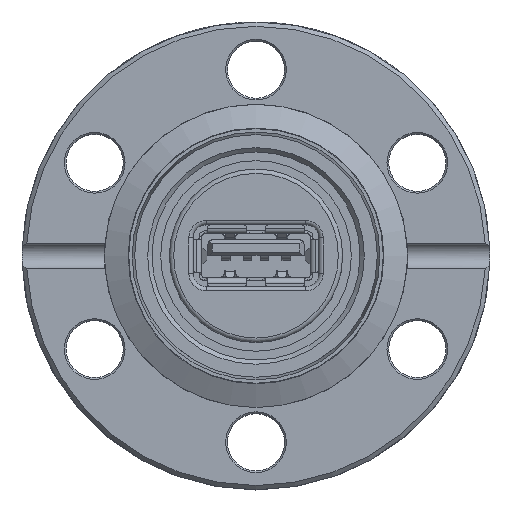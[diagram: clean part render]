
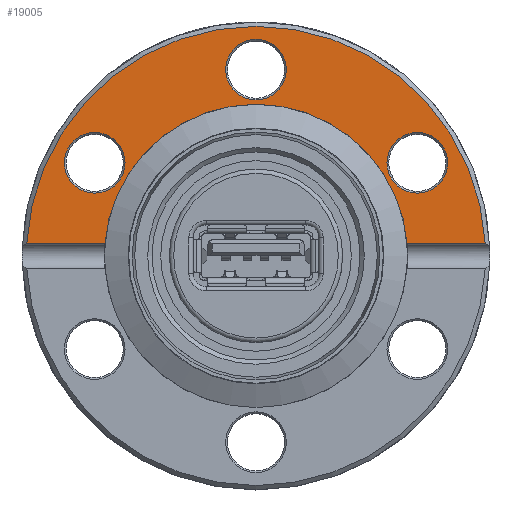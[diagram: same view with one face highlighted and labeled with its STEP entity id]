
A CAD part, top view. The second image highlights one B-rep face of the part: STEP entity #19005.
In plain terms, the highlighted planar face has unit normal (0, 0, 1).
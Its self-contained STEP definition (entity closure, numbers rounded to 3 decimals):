
#215 = DIRECTION ( 'NONE',  ( -1., 0., 0. ) ) ;
#436 = DIRECTION ( 'NONE',  ( -1., 0., 0. ) ) ;
#836 = VERTEX_POINT ( 'NONE', #17891 ) ;
#945 = CARTESIAN_POINT ( 'NONE',  ( 15.12, 10.75, 10.5 ) ) ;
#960 = EDGE_LOOP ( 'NONE', ( #14694 ) ) ;
#1067 = VERTEX_POINT ( 'NONE', #2129 ) ;
#1120 = EDGE_CURVE ( 'NONE', #7094, #7094, #3999, .T. ) ;
#1707 = CARTESIAN_POINT ( 'NONE',  ( 37., 1.414, 10.5 ) ) ;
#1969 = DIRECTION ( 'NONE',  ( 0., 0., -1. ) ) ;
#2129 = CARTESIAN_POINT ( 'NONE',  ( -26.462, 1.414, 10.5 ) ) ;
#2640 = ORIENTED_EDGE ( 'NONE', *, *, #16244, .F. ) ;
#2682 = EDGE_LOOP ( 'NONE', ( #13126 ) ) ;
#2892 = LINE ( 'NONE', #14999, #19442 ) ;
#3999 = CIRCLE ( 'NONE', #17575, 3.5 ) ;
#4036 = EDGE_LOOP ( 'NONE', ( #12862 ) ) ;
#4060 = FACE_BOUND ( 'NONE', #4036, .T. ) ;
#4156 = DIRECTION ( 'NONE',  ( 0., 0., -1. ) ) ;
#4334 = EDGE_CURVE ( 'NONE', #14851, #1067, #11815, .T. ) ;
#4543 = CIRCLE ( 'NONE', #8965, 3.5 ) ;
#4632 = DIRECTION ( 'NONE',  ( 0., 0., 1. ) ) ;
#4751 = DIRECTION ( 'NONE',  ( 1., 0., 0. ) ) ;
#4831 = AXIS2_PLACEMENT_3D ( 'NONE', #18229, #4632, #436 ) ;
#5609 = CARTESIAN_POINT ( 'NONE',  ( 0., 21.5, 10.5 ) ) ;
#5912 = CARTESIAN_POINT ( 'NONE',  ( -17.443, 1.414, 10.5 ) ) ;
#6355 = CARTESIAN_POINT ( 'NONE',  ( 0., 27., 10.5 ) ) ;
#7094 = VERTEX_POINT ( 'NONE', #945 ) ;
#8898 = PLANE ( 'NONE',  #10499 ) ;
#8965 = AXIS2_PLACEMENT_3D ( 'NONE', #5609, #11674, #15831 ) ;
#9074 = CARTESIAN_POINT ( 'NONE',  ( -22.12, 10.75, 10.5 ) ) ;
#9258 = VERTEX_POINT ( 'NONE', #9074 ) ;
#9587 = AXIS2_PLACEMENT_3D ( 'NONE', #12841, #9763, #9670 ) ;
#9599 = DIRECTION ( 'NONE',  ( -1., 0., 0. ) ) ;
#9670 = DIRECTION ( 'NONE',  ( 1., 0., 0. ) ) ;
#9763 = DIRECTION ( 'NONE',  ( 0., 0., 1. ) ) ;
#10499 = AXIS2_PLACEMENT_3D ( 'NONE', #6355, #4156, #19237 ) ;
#11057 = DIRECTION ( 'NONE',  ( -1., 0., 0. ) ) ;
#11674 = DIRECTION ( 'NONE',  ( 0., 0., -1. ) ) ;
#11789 = EDGE_CURVE ( 'NONE', #14851, #836, #15297, .T. ) ;
#11815 = CIRCLE ( 'NONE', #4831, 26.5 ) ;
#12508 = AXIS2_PLACEMENT_3D ( 'NONE', #15562, #1969, #9599 ) ;
#12841 = CARTESIAN_POINT ( 'NONE',  ( 0., 0., 10.5 ) ) ;
#12862 = ORIENTED_EDGE ( 'NONE', *, *, #16928, .T. ) ;
#13126 = ORIENTED_EDGE ( 'NONE', *, *, #14654, .T. ) ;
#13278 = FACE_BOUND ( 'NONE', #2682, .T. ) ;
#13506 = VERTEX_POINT ( 'NONE', #5912 ) ;
#13595 = FACE_OUTER_BOUND ( 'NONE', #19007, .T. ) ;
#14044 = ORIENTED_EDGE ( 'NONE', *, *, #16415, .T. ) ;
#14089 = CIRCLE ( 'NONE', #12508, 3.5 ) ;
#14572 = CARTESIAN_POINT ( 'NONE',  ( 26.462, 1.414, 10.5 ) ) ;
#14654 = EDGE_CURVE ( 'NONE', #9258, #9258, #14089, .T. ) ;
#14694 = ORIENTED_EDGE ( 'NONE', *, *, #1120, .T. ) ;
#14851 = VERTEX_POINT ( 'NONE', #14572 ) ;
#14999 = CARTESIAN_POINT ( 'NONE',  ( -37., 1.414, 10.5 ) ) ;
#15297 = LINE ( 'NONE', #1707, #16457 ) ;
#15562 = CARTESIAN_POINT ( 'NONE',  ( -18.62, 10.75, 10.5 ) ) ;
#15814 = DIRECTION ( 'NONE',  ( 0., 0., -1. ) ) ;
#15831 = DIRECTION ( 'NONE',  ( -1., 0., 0. ) ) ;
#16244 = EDGE_CURVE ( 'NONE', #836, #13506, #18153, .T. ) ;
#16318 = ORIENTED_EDGE ( 'NONE', *, *, #4334, .T. ) ;
#16415 = EDGE_CURVE ( 'NONE', #1067, #13506, #2892, .T. ) ;
#16452 = FACE_BOUND ( 'NONE', #960, .T. ) ;
#16457 = VECTOR ( 'NONE', #215, 1000. ) ;
#16710 = VERTEX_POINT ( 'NONE', #18302 ) ;
#16928 = EDGE_CURVE ( 'NONE', #16710, #16710, #4543, .T. ) ;
#17311 = CARTESIAN_POINT ( 'NONE',  ( 18.62, 10.75, 10.5 ) ) ;
#17575 = AXIS2_PLACEMENT_3D ( 'NONE', #17311, #15814, #11057 ) ;
#17891 = CARTESIAN_POINT ( 'NONE',  ( 17.443, 1.414, 10.5 ) ) ;
#18153 = CIRCLE ( 'NONE', #9587, 17.5 ) ;
#18229 = CARTESIAN_POINT ( 'NONE',  ( 0., 0., 10.5 ) ) ;
#18302 = CARTESIAN_POINT ( 'NONE',  ( -3.5, 21.5, 10.5 ) ) ;
#19005 = ADVANCED_FACE ( 'NONE', ( #4060, #16452, #13278, #13595 ), #8898, .F. ) ;
#19007 = EDGE_LOOP ( 'NONE', ( #19164, #16318, #14044, #2640 ) ) ;
#19164 = ORIENTED_EDGE ( 'NONE', *, *, #11789, .F. ) ;
#19237 = DIRECTION ( 'NONE',  ( -1., 0., 0. ) ) ;
#19442 = VECTOR ( 'NONE', #4751, 1000. ) ;
